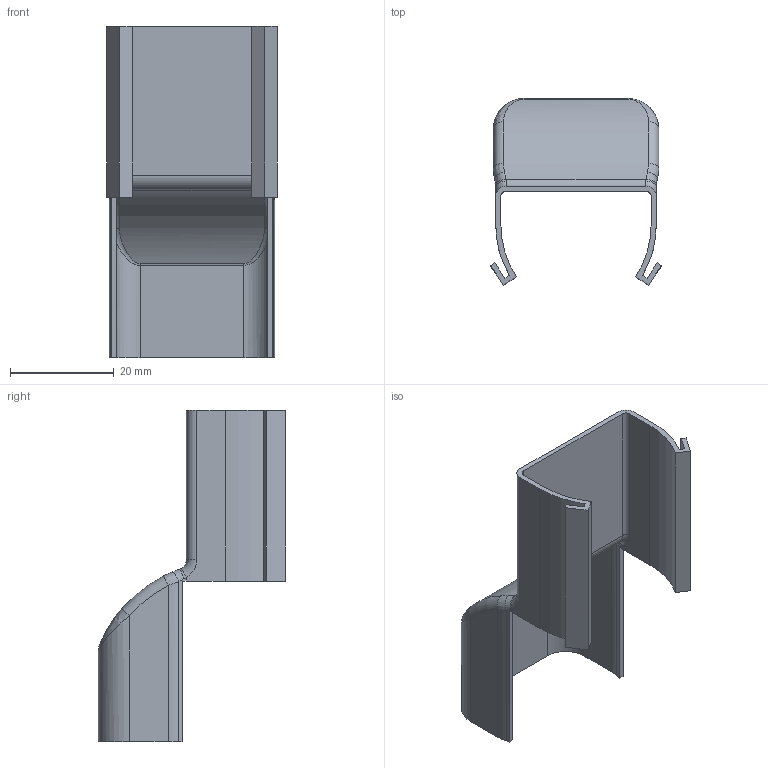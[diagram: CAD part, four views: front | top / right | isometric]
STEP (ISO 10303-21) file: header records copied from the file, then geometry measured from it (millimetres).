
FILE_DESCRIPTION(('STEP AP203'),'1');
FILE_NAME('endcov24.stp','2024-09-24T14:57:01',('TraceParts'),('TraceParts S.A.'),'Spatial InterOp 3D',' ',' ');
FILE_SCHEMA(('CONFIG_CONTROL_DESIGN'));
Length unit declared in the file: millimetre
Products named in the file (1): 1
Bounding box: 32.96 x 36.15 x 64 mm (x, y, z)
Volume: 4450.3 mm3; surface area: 9212.5 mm2
Topology: 1 solids, 1 shells, 78 faces, 200 edges, 124 vertices
Faces by surface type: plane 28, cylinder 26, bspline 16, torus 8
Entity records: 2882 total; most frequent: CARTESIAN_POINT 1017, ORIENTED_EDGE 400, DIRECTION 366, EDGE_CURVE 200, AXIS2_PLACEMENT_3D 135, VERTEX_POINT 124, LINE 96, VECTOR 96
